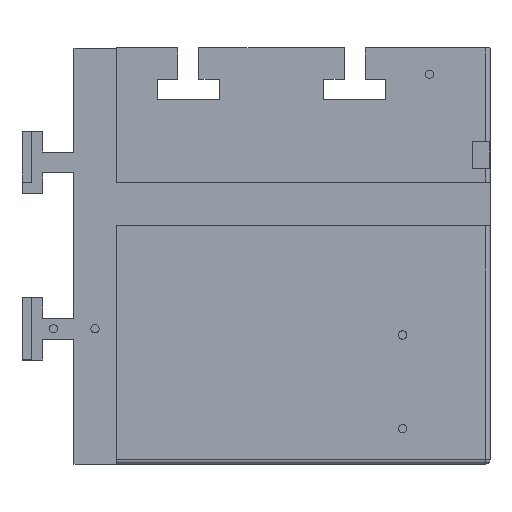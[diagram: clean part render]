
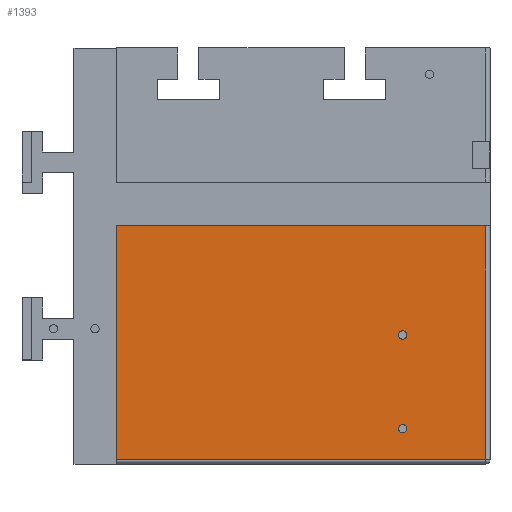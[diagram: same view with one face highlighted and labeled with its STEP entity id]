
A CAD part, top view. The second image highlights one B-rep face of the part: STEP entity #1393.
In plain terms, the highlighted planar face has unit normal (0, 0, 1).
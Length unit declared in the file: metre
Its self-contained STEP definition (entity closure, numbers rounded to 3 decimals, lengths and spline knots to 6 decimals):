
#35=CIRCLE('',#1494,0.002);
#36=CIRCLE('',#1495,0.002);
#187=ORIENTED_EDGE('',*,*,#569,.F.);
#188=ORIENTED_EDGE('',*,*,#570,.F.);
#189=ORIENTED_EDGE('',*,*,#571,.F.);
#190=ORIENTED_EDGE('',*,*,#572,.F.);
#191=ORIENTED_EDGE('',*,*,#573,.T.);
#192=ORIENTED_EDGE('',*,*,#574,.T.);
#569=EDGE_CURVE('',#757,#757,#35,.T.);
#570=EDGE_CURVE('',#758,#758,#36,.T.);
#571=EDGE_CURVE('',#759,#760,#896,.T.);
#572=EDGE_CURVE('',#761,#759,#897,.T.);
#573=EDGE_CURVE('',#761,#762,#898,.T.);
#574=EDGE_CURVE('',#762,#760,#899,.F.);
#757=VERTEX_POINT('',#2207);
#758=VERTEX_POINT('',#2209);
#759=VERTEX_POINT('',#2211);
#760=VERTEX_POINT('',#2212);
#761=VERTEX_POINT('',#2214);
#762=VERTEX_POINT('',#2216);
#896=LINE('',#2210,#1066);
#897=LINE('',#2213,#1067);
#898=LINE('',#2215,#1068);
#899=LINE('',#2217,#1069);
#1066=VECTOR('',#1739,1.);
#1067=VECTOR('',#1740,1.);
#1068=VECTOR('',#1741,1.);
#1069=VECTOR('',#1742,1.);
#1144=EDGE_LOOP('',(#187));
#1145=EDGE_LOOP('',(#188));
#1146=EDGE_LOOP('',(#189,#190,#191,#192));
#1239=FACE_BOUND('',#1144,.T.);
#1240=FACE_BOUND('',#1145,.T.);
#1241=FACE_BOUND('',#1146,.T.);
#1326=PLANE('',#1493);
#1393=ADVANCED_FACE('',(#1239,#1240,#1241),#1326,.F.);
#1493=AXIS2_PLACEMENT_3D('',#2205,#1733,#1734);
#1494=AXIS2_PLACEMENT_3D('',#2206,#1735,#1736);
#1495=AXIS2_PLACEMENT_3D('',#2208,#1737,#1738);
#1733=DIRECTION('',(0.,0.,-1.));
#1734=DIRECTION('',(1.,0.,0.));
#1735=DIRECTION('',(0.,0.,1.));
#1736=DIRECTION('',(1.,0.,0.));
#1737=DIRECTION('',(0.,0.,1.));
#1738=DIRECTION('',(1.,0.,0.));
#1739=DIRECTION('',(1.,0.,0.));
#1740=DIRECTION('',(0.,1.,0.));
#1741=DIRECTION('',(1.,0.,0.));
#1742=DIRECTION('',(0.,-1.,0.));
#2205=CARTESIAN_POINT('',(0.,0.165986,-0.255143));
#2206=CARTESIAN_POINT('',(0.158,-0.017014,-0.255143));
#2207=CARTESIAN_POINT('',(0.16,-0.017014,-0.255143));
#2208=CARTESIAN_POINT('',(0.158,0.027986,-0.255143));
#2209=CARTESIAN_POINT('',(0.16,0.027986,-0.255143));
#2210=CARTESIAN_POINT('',(0.,0.080481,-0.255143));
#2211=CARTESIAN_POINT('',(0.0205,0.080481,-0.255143));
#2212=CARTESIAN_POINT('',(0.198,0.080481,-0.255143));
#2213=CARTESIAN_POINT('',(0.0205,0.165986,-0.255143));
#2214=CARTESIAN_POINT('',(0.0205,-0.032014,-0.255143));
#2215=CARTESIAN_POINT('',(0.2,-0.032014,-0.255143));
#2216=CARTESIAN_POINT('',(0.198,-0.032014,-0.255143));
#2217=CARTESIAN_POINT('',(0.198,0.365986,-0.255143));
